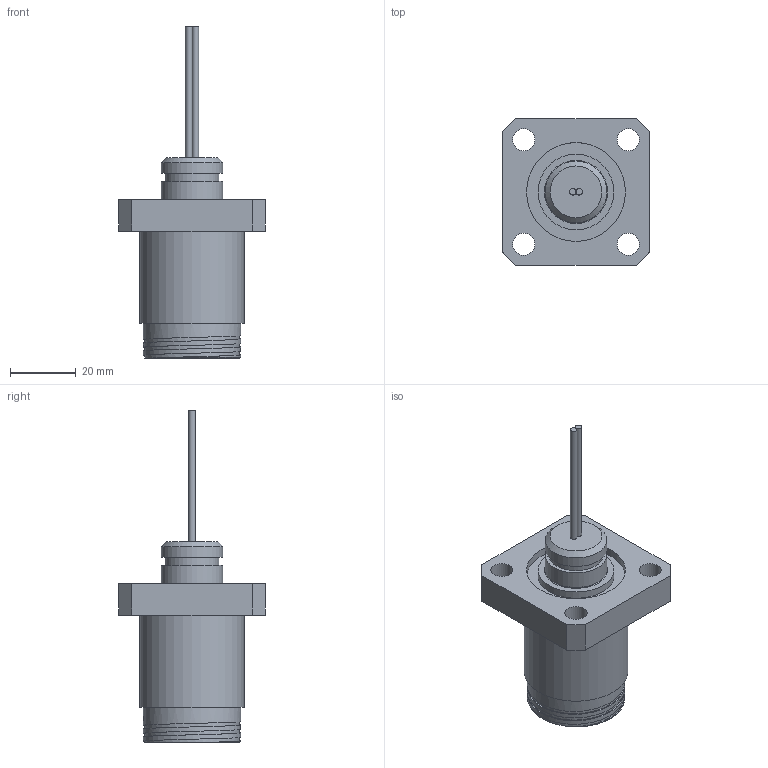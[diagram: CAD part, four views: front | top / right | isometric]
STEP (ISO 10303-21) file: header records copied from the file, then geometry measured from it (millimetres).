
FILE_DESCRIPTION(/* description */ (''),/* implementation_level */ '2;1');
FILE_NAME(/* name */ 'FCR2002M.stp',/* time_stamp */ '2014-11-25T08:43:17+01:00',/* author */ ('sh'),/* organization */ (''),/* preprocessor_version */ 'ST-DEVELOPER v15.2',/* originating_system */ 'Autodesk Inventor 2014',/* authorisation */ '');
FILE_SCHEMA (('AUTOMOTIVE_DESIGN { 1 0 10303 214 3 1 1 }'));
Length unit declared in the file: millimetre
Products named in the file (1): FCR2002M
Bounding box: 44.4 x 44.4 x 100.7 mm (x, y, z)
Volume: 39257.7 mm3; surface area: 14020.7 mm2
Topology: 1 solids, 1 shells, 92 faces, 213 edges, 138 vertices
Faces by surface type: plane 43, cylinder 24, bspline 17, cone 7, torus 1
Full cylindrical faces by diameter (mm): 2 x2, 2.8 x2, 3.2 x1, 4.8 x2, 6.7 x4, 16.359 x1, 18.759 x2, 23 x1, 25 x1, 26 x1, 29.5 x3, 30 x1, 31.6 x1
Entity records: 3088 total; most frequent: CARTESIAN_POINT 1146, ORIENTED_EDGE 350, DIRECTION 332, EDGE_CURVE 174, EDGE_LOOP 137, VERTEX_POINT 127, AXIS2_PLACEMENT_3D 120, LINE 92
